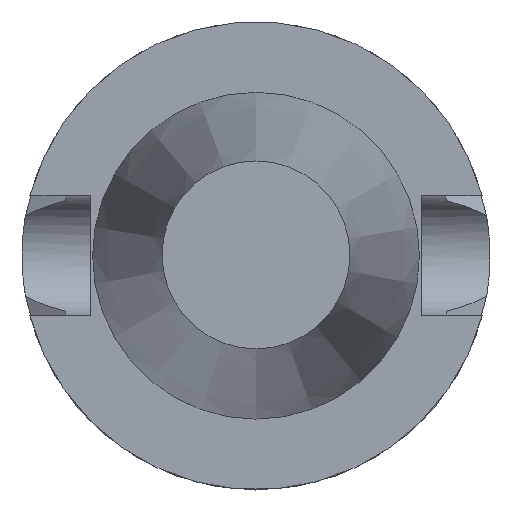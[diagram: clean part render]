
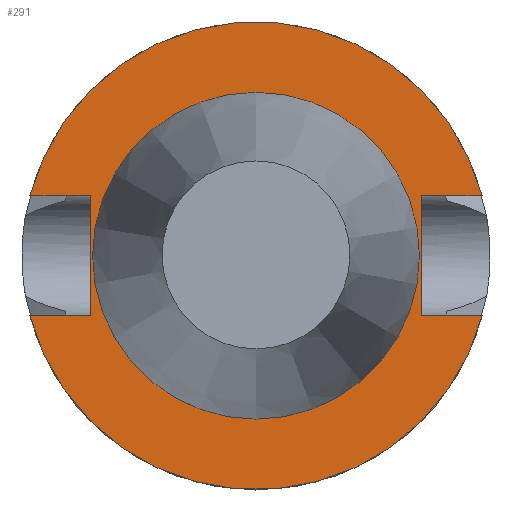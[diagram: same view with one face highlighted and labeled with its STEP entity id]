
A CAD part, top view. The second image highlights one B-rep face of the part: STEP entity #291.
In plain terms, the highlighted planar face has unit normal (0, 0, 1).
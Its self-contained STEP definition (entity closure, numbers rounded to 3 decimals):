
#123=EDGE_CURVE('240[2]',#353,#354,#355,.T.);
#182=EDGE_CURVE('240[2]',#439,#353,#448,.T.);
#199=EDGE_CURVE('240[2]',#470,#457,#473,.T.);
#204=EDGE_CURVE('240[2]',#479,#479,#480,.T.);
#208=EDGE_CURVE('240[2]',#485,#470,#486,.T.);
#221=EDGE_CURVE('240[2]',#354,#375,#503,.T.);
#249=EDGE_CURVE('240[2]',#457,#534,#537,.T.);
#280=EDGE_CURVE('240[2]',#375,#485,#575,.T.);
#288=EDGE_CURVE('240[2]',#534,#439,#583,.T.);
#291=ADVANCED_FACE('240[2]',(#586,#587),#588,.T.);
#353=VERTEX_POINT('',#657);
#354=VERTEX_POINT('',#658);
#355=LINE('',#659,#660);
#375=VERTEX_POINT('',#698);
#439=VERTEX_POINT('',#809);
#448=LINE('',#833,#834);
#457=VERTEX_POINT('',#872);
#470=VERTEX_POINT('',#902);
#473=LINE('',#907,#908);
#479=VERTEX_POINT('',#916);
#480=CIRCLE('',#917,34.925);
#485=VERTEX_POINT('',#924);
#486=LINE('',#925,#926);
#503=LINE('',#1023,#1024);
#534=VERTEX_POINT('',#1085);
#537=LINE('',#1090,#1091);
#575=CIRCLE('',#1239,50.);
#583=CIRCLE('',#1263,50.);
#586=FACE_OUTER_BOUND('',#1267,.T.);
#587=FACE_BOUND('',#1268,.T.);
#588=PLANE('',#1269);
#657=CARTESIAN_POINT('',(-35.4,12.85,-1.5));
#658=CARTESIAN_POINT('',(-35.4,-12.85,-1.5));
#659=CARTESIAN_POINT('',(-35.4,14.806,-1.5));
#660=VECTOR('',#1353,1.0);
#698=CARTESIAN_POINT('',(-48.321,-12.85,-1.5));
#809=CARTESIAN_POINT('',(-48.321,12.85,-1.5));
#833=CARTESIAN_POINT('',(-17.7,12.85,-1.5));
#834=VECTOR('',#1444,1.0);
#872=CARTESIAN_POINT('',(35.4,12.85,-1.5));
#902=CARTESIAN_POINT('',(35.4,-12.85,-1.5));
#907=CARTESIAN_POINT('',(35.4,21.231,-1.5));
#908=VECTOR('',#1456,1.0);
#916=CARTESIAN_POINT('',(0.,34.925,-1.5));
#917=AXIS2_PLACEMENT_3D('',#1465,#1466,#1467);
#924=CARTESIAN_POINT('',(48.321,-12.85,-1.5));
#925=CARTESIAN_POINT('',(17.7,-12.85,-1.5));
#926=VECTOR('',#1471,1.0);
#1023=CARTESIAN_POINT('',(-17.7,-12.85,-1.5));
#1024=VECTOR('',#1477,1.0);
#1085=CARTESIAN_POINT('',(48.321,12.85,-1.5));
#1090=CARTESIAN_POINT('',(17.7,12.85,-1.5));
#1091=VECTOR('',#1515,1.0);
#1239=AXIS2_PLACEMENT_3D('',#1558,#1559,#1560);
#1263=AXIS2_PLACEMENT_3D('',#1563,#1564,#1565);
#1267=EDGE_LOOP('',(#1567,#1568,#1569,#1570,#1571,#1572,#1573,#1574));
#1268=EDGE_LOOP('',(#1575));
#1269=AXIS2_PLACEMENT_3D('',#1576,#1577,#1578);
#1353=DIRECTION('',(0.0,-1.0,0.));
#1444=DIRECTION('',(1.0,-0.0,0.));
#1456=DIRECTION('',(0.0,1.0,0.));
#1465=CARTESIAN_POINT('',(0.,0.,-1.5));
#1466=DIRECTION('',(0.,0.,1.0));
#1467=DIRECTION('',(0.,1.0,0.));
#1471=DIRECTION('',(-1.0,-0.0,0.));
#1477=DIRECTION('',(-1.0,-0.0,0.));
#1515=DIRECTION('',(1.0,-0.0,0.));
#1558=CARTESIAN_POINT('',(0.,0.,-1.5));
#1559=DIRECTION('',(0.,0.,1.0));
#1560=DIRECTION('',(0.,1.0,0.));
#1563=CARTESIAN_POINT('',(0.,0.,-1.5));
#1564=DIRECTION('',(0.,0.,1.0));
#1565=DIRECTION('',(0.,1.0,0.));
#1567=ORIENTED_EDGE('',*,*,#221,.T.);
#1568=ORIENTED_EDGE('',*,*,#280,.T.);
#1569=ORIENTED_EDGE('',*,*,#208,.T.);
#1570=ORIENTED_EDGE('',*,*,#199,.T.);
#1571=ORIENTED_EDGE('',*,*,#249,.T.);
#1572=ORIENTED_EDGE('',*,*,#288,.T.);
#1573=ORIENTED_EDGE('',*,*,#182,.T.);
#1574=ORIENTED_EDGE('',*,*,#123,.T.);
#1575=ORIENTED_EDGE('',*,*,#204,.F.);
#1576=CARTESIAN_POINT('',(0.,42.463,-1.5));
#1577=DIRECTION('',(0.,0.,1.0));
#1578=DIRECTION('',(1.0,0.,0.0));
